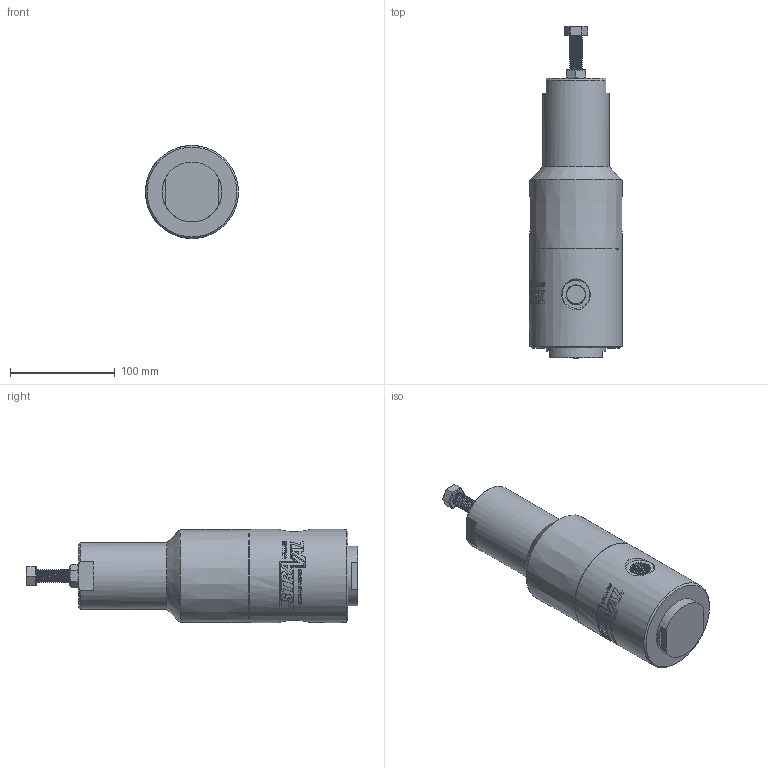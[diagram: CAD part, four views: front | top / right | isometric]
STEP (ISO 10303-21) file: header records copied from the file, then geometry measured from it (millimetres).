
FILE_DESCRIPTION (( 'STEP AP214' ), '1' );
FILE_NAME ('PRH09i-05T.STEP', '2025-01-14T18:35:09', ( '' ), ( '' ), 'SwSTEP 2.0', 'SolidWorks 2018', '' );
FILE_SCHEMA (( 'AUTOMOTIVE_DESIGN' ));
Length unit declared in the file: inch
Products named in the file (2): PRH09i-05T
Bounding box: 88.91 x 317.2 x 88.91 mm (x, y, z)
Volume: 1342138.4 mm3; surface area: 88227.5 mm2
Topology: 2 solids, 2 shells, 329 faces, 823 edges, 532 vertices
Faces by surface type: plane 143, bspline 110, cylinder 40, cone 36
Full cylindrical faces by diameter (mm): 2.032 x1, 10.716 x5, 12.7 x1, 57.163 x1, 63.512 x1, 74.526 x1, 88.913 x1
Entity records: 35594 total; most frequent: CARTESIAN_POINT 26060, ORIENTED_EDGE 1566, DIRECTION 1006, EDGE_CURVE 783, VERTEX_POINT 524, AXIS2_PLACEMENT_3D 456, B_SPLINE_CURVE_WITH_KNOTS 442, EDGE_LOOP 397
